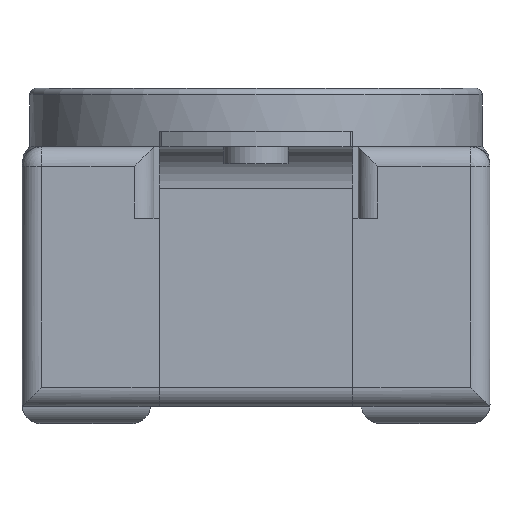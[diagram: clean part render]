
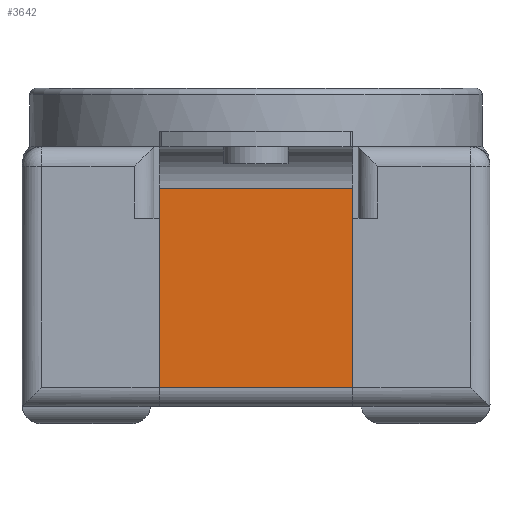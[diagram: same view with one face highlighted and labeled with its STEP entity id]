
A CAD part, front view. The second image highlights one B-rep face of the part: STEP entity #3642.
In plain terms, the highlighted planar face has unit normal (0, -1, 0).
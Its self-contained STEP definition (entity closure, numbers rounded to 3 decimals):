
#253 = DIRECTION ( 'NONE',  ( 0., 0., 1. ) ) ;
#382 = EDGE_CURVE ( 'NONE', #498, #10006, #8662, .T. ) ;
#498 = VERTEX_POINT ( 'NONE', #1985 ) ;
#640 = LINE ( 'NONE', #6597, #8665 ) ;
#828 = VERTEX_POINT ( 'NONE', #6666 ) ;
#1260 = CARTESIAN_POINT ( 'NONE',  ( 7.45, -19., -8.5 ) ) ;
#1444 = LINE ( 'NONE', #1260, #5607 ) ;
#1912 = DIRECTION ( 'NONE',  ( -1., 0., 0. ) ) ;
#1985 = CARTESIAN_POINT ( 'NONE',  ( -7.45, -19., -8.5 ) ) ;
#2107 = ORIENTED_EDGE ( 'NONE', *, *, #6164, .F. ) ;
#3442 = FACE_OUTER_BOUND ( 'NONE', #9523, .T. ) ;
#3642 = ADVANCED_FACE ( 'NONE', ( #3442 ), #6120, .T. ) ;
#3702 = ORIENTED_EDGE ( 'NONE', *, *, #8655, .T. ) ;
#3944 = CARTESIAN_POINT ( 'NONE',  ( 7.45, -19., 6.825 ) ) ;
#4588 = DIRECTION ( 'NONE',  ( 0., -1., 0. ) ) ;
#5607 = VECTOR ( 'NONE', #6730, 1000. ) ;
#5888 = DIRECTION ( 'NONE',  ( -1., 0., 0. ) ) ;
#6120 = PLANE ( 'NONE',  #7321 ) ;
#6164 = EDGE_CURVE ( 'NONE', #6433, #828, #1444, .T. ) ;
#6433 = VERTEX_POINT ( 'NONE', #3944 ) ;
#6597 = CARTESIAN_POINT ( 'NONE',  ( -7.45, -19., -8.5 ) ) ;
#6666 = CARTESIAN_POINT ( 'NONE',  ( 7.45, -19., -8.5 ) ) ;
#6730 = DIRECTION ( 'NONE',  ( 0., 0., -1. ) ) ;
#6766 = ORIENTED_EDGE ( 'NONE', *, *, #382, .F. ) ;
#7321 = AXIS2_PLACEMENT_3D ( 'NONE', #9220, #4588, #9988 ) ;
#7935 = VECTOR ( 'NONE', #253, 1000. ) ;
#8072 = ORIENTED_EDGE ( 'NONE', *, *, #9044, .F. ) ;
#8175 = CARTESIAN_POINT ( 'NONE',  ( 7.45, -19., 6.825 ) ) ;
#8629 = CARTESIAN_POINT ( 'NONE',  ( -7.45, -19., 6.825 ) ) ;
#8655 = EDGE_CURVE ( 'NONE', #6433, #10006, #9287, .T. ) ;
#8662 = LINE ( 'NONE', #9498, #7935 ) ;
#8665 = VECTOR ( 'NONE', #1912, 1000. ) ;
#9042 = VECTOR ( 'NONE', #5888, 1000. ) ;
#9044 = EDGE_CURVE ( 'NONE', #828, #498, #640, .T. ) ;
#9220 = CARTESIAN_POINT ( 'NONE',  ( 0., -19., 0. ) ) ;
#9287 = LINE ( 'NONE', #8175, #9042 ) ;
#9498 = CARTESIAN_POINT ( 'NONE',  ( -7.45, -19., -8.5 ) ) ;
#9523 = EDGE_LOOP ( 'NONE', ( #6766, #8072, #2107, #3702 ) ) ;
#9988 = DIRECTION ( 'NONE',  ( 0., 0., 1. ) ) ;
#10006 = VERTEX_POINT ( 'NONE', #8629 ) ;
